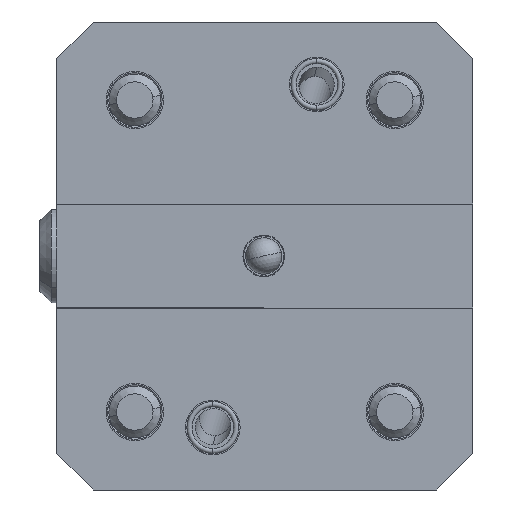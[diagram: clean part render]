
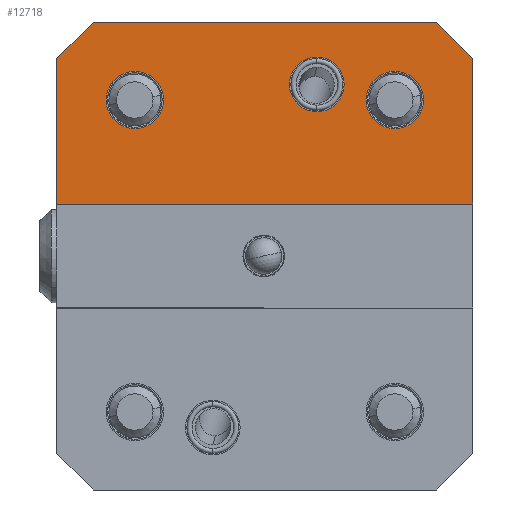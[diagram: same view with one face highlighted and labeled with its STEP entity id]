
A CAD part, front view. The second image highlights one B-rep face of the part: STEP entity #12718.
In plain terms, the highlighted planar face has unit normal (0, -1, 0).
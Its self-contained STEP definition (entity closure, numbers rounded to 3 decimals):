
#242 = CIRCLE ( 'NONE', #5444, 5.5 ) ;
#367 = DIRECTION ( 'NONE',  ( 1., 0., 0. ) ) ;
#386 = PLANE ( 'NONE',  #14762 ) ;
#428 = CARTESIAN_POINT ( 'NONE',  ( -40., 0., -45. ) ) ;
#841 = ORIENTED_EDGE ( 'NONE', *, *, #5279, .T. ) ;
#1021 = DIRECTION ( 'NONE',  ( 0., -1., 0. ) ) ;
#1035 = VERTEX_POINT ( 'NONE', #7938 ) ;
#1359 = DIRECTION ( 'NONE',  ( 0., 0., 1. ) ) ;
#1573 = CARTESIAN_POINT ( 'NONE',  ( -25., 0., 30. ) ) ;
#1691 = ORIENTED_EDGE ( 'NONE', *, *, #14362, .F. ) ;
#2085 = VECTOR ( 'NONE', #13706, 1000. ) ;
#2256 = VECTOR ( 'NONE', #10831, 1000. ) ;
#2354 = CARTESIAN_POINT ( 'NONE',  ( -25., 0., 24.5 ) ) ;
#2408 = EDGE_LOOP ( 'NONE', ( #5738, #12038, #14983, #14218, #841, #14771 ) ) ;
#2611 = LINE ( 'NONE', #15860, #15436 ) ;
#2811 = CARTESIAN_POINT ( 'NONE',  ( 40., 0., 10. ) ) ;
#2830 = DIRECTION ( 'NONE',  ( 0., 0., -1. ) ) ;
#2902 = ORIENTED_EDGE ( 'NONE', *, *, #15907, .F. ) ;
#2933 = CARTESIAN_POINT ( 'NONE',  ( 25., 0., 35.5 ) ) ;
#3043 = CIRCLE ( 'NONE', #11559, 5.5 ) ;
#3265 = EDGE_CURVE ( 'NONE', #11874, #9575, #12005, .T. ) ;
#3355 = AXIS2_PLACEMENT_3D ( 'NONE', #15230, #7768, #367 ) ;
#3463 = EDGE_CURVE ( 'NONE', #15656, #11716, #8878, .T. ) ;
#3709 = EDGE_CURVE ( 'NONE', #1035, #7042, #15299, .T. ) ;
#4192 = DIRECTION ( 'NONE',  ( 1., 0., 0. ) ) ;
#4401 = LINE ( 'NONE', #9404, #13904 ) ;
#4473 = CARTESIAN_POINT ( 'NONE',  ( -33., 0., 45. ) ) ;
#5259 = AXIS2_PLACEMENT_3D ( 'NONE', #5690, #14367, #6931 ) ;
#5279 = EDGE_CURVE ( 'NONE', #13178, #15656, #14309, .T. ) ;
#5413 = ORIENTED_EDGE ( 'NONE', *, *, #3265, .F. ) ;
#5444 = AXIS2_PLACEMENT_3D ( 'NONE', #1573, #10242, #2830 ) ;
#5454 = CIRCLE ( 'NONE', #9996, 5.25 ) ;
#5615 = VECTOR ( 'NONE', #6640, 1000. ) ;
#5648 = VERTEX_POINT ( 'NONE', #2354 ) ;
#5690 = CARTESIAN_POINT ( 'NONE',  ( 25., 0., 30. ) ) ;
#5738 = ORIENTED_EDGE ( 'NONE', *, *, #6275, .F. ) ;
#5795 = AXIS2_PLACEMENT_3D ( 'NONE', #10994, #7739, #7443 ) ;
#5861 = EDGE_CURVE ( 'NONE', #7901, #7042, #4401, .T. ) ;
#5870 = DIRECTION ( 'NONE',  ( 0., -1., 0. ) ) ;
#5936 = EDGE_CURVE ( 'NONE', #9258, #10945, #7663, .T. ) ;
#6275 = EDGE_CURVE ( 'NONE', #7901, #11716, #2611, .T. ) ;
#6281 = EDGE_LOOP ( 'NONE', ( #13686, #12542 ) ) ;
#6396 = CARTESIAN_POINT ( 'NONE',  ( 40., 0., 38. ) ) ;
#6497 = FACE_BOUND ( 'NONE', #12330, .T. ) ;
#6640 = DIRECTION ( 'NONE',  ( -0.707, 0., 0.707 ) ) ;
#6931 = DIRECTION ( 'NONE',  ( 0., 0., -1. ) ) ;
#7042 = VERTEX_POINT ( 'NONE', #8602 ) ;
#7047 = CARTESIAN_POINT ( 'NONE',  ( -40., 0., 10. ) ) ;
#7443 = DIRECTION ( 'NONE',  ( 0., 0., -1. ) ) ;
#7620 = ORIENTED_EDGE ( 'NONE', *, *, #11885, .F. ) ;
#7663 = CIRCLE ( 'NONE', #3355, 5.25 ) ;
#7739 = DIRECTION ( 'NONE',  ( 0., -1., 0. ) ) ;
#7768 = DIRECTION ( 'NONE',  ( 0., -1., 0. ) ) ;
#7901 = VERTEX_POINT ( 'NONE', #4473 ) ;
#7938 = CARTESIAN_POINT ( 'NONE',  ( -40., 0., 10. ) ) ;
#8423 = DIRECTION ( 'NONE',  ( 1., 0., 0. ) ) ;
#8456 = CARTESIAN_POINT ( 'NONE',  ( 10., 0., 33. ) ) ;
#8468 = LINE ( 'NONE', #7047, #2256 ) ;
#8602 = CARTESIAN_POINT ( 'NONE',  ( -40., 0., 38. ) ) ;
#8878 = LINE ( 'NONE', #12799, #5615 ) ;
#9258 = VERTEX_POINT ( 'NONE', #15687 ) ;
#9402 = FACE_BOUND ( 'NONE', #14260, .T. ) ;
#9404 = CARTESIAN_POINT ( 'NONE',  ( -81.5, 0., -3.5 ) ) ;
#9575 = VERTEX_POINT ( 'NONE', #2933 ) ;
#9698 = DIRECTION ( 'NONE',  ( 1., 0., 0. ) ) ;
#9996 = AXIS2_PLACEMENT_3D ( 'NONE', #8456, #1021, #9698 ) ;
#10242 = DIRECTION ( 'NONE',  ( 0., -1., 0. ) ) ;
#10382 = EDGE_CURVE ( 'NONE', #1035, #13178, #8468, .T. ) ;
#10831 = DIRECTION ( 'NONE',  ( 1., 0., 0. ) ) ;
#10945 = VERTEX_POINT ( 'NONE', #13349 ) ;
#10966 = VECTOR ( 'NONE', #1359, 1000. ) ;
#10994 = CARTESIAN_POINT ( 'NONE',  ( 25., 0., 30. ) ) ;
#11356 = CARTESIAN_POINT ( 'NONE',  ( -25., 0., 35.5 ) ) ;
#11493 = CARTESIAN_POINT ( 'NONE',  ( 33., 0., 45. ) ) ;
#11559 = AXIS2_PLACEMENT_3D ( 'NONE', #13314, #5870, #14555 ) ;
#11599 = DIRECTION ( 'NONE',  ( 0., -1., 0. ) ) ;
#11716 = VERTEX_POINT ( 'NONE', #11493 ) ;
#11874 = VERTEX_POINT ( 'NONE', #14504 ) ;
#11885 = EDGE_CURVE ( 'NONE', #14845, #5648, #3043, .T. ) ;
#12005 = CIRCLE ( 'NONE', #5795, 5.5 ) ;
#12038 = ORIENTED_EDGE ( 'NONE', *, *, #5861, .T. ) ;
#12288 = CARTESIAN_POINT ( 'NONE',  ( -40., 0., -45. ) ) ;
#12330 = EDGE_LOOP ( 'NONE', ( #5413, #2902 ) ) ;
#12542 = ORIENTED_EDGE ( 'NONE', *, *, #15507, .F. ) ;
#12718 = ADVANCED_FACE ( 'NONE', ( #15990, #9402, #6497, #12731 ), #386, .T. ) ;
#12731 = FACE_OUTER_BOUND ( 'NONE', #2408, .T. ) ;
#12799 = CARTESIAN_POINT ( 'NONE',  ( 41.5, 0., 36.5 ) ) ;
#12827 = CIRCLE ( 'NONE', #5259, 5.5 ) ;
#13178 = VERTEX_POINT ( 'NONE', #2811 ) ;
#13314 = CARTESIAN_POINT ( 'NONE',  ( -25., 0., 30. ) ) ;
#13349 = CARTESIAN_POINT ( 'NONE',  ( 4.75, 0., 33. ) ) ;
#13686 = ORIENTED_EDGE ( 'NONE', *, *, #5936, .F. ) ;
#13706 = DIRECTION ( 'NONE',  ( 0., 0., 1. ) ) ;
#13904 = VECTOR ( 'NONE', #15127, 1000. ) ;
#14218 = ORIENTED_EDGE ( 'NONE', *, *, #10382, .T. ) ;
#14260 = EDGE_LOOP ( 'NONE', ( #1691, #7620 ) ) ;
#14309 = LINE ( 'NONE', #14663, #10966 ) ;
#14362 = EDGE_CURVE ( 'NONE', #5648, #14845, #242, .T. ) ;
#14367 = DIRECTION ( 'NONE',  ( 0., -1., 0. ) ) ;
#14504 = CARTESIAN_POINT ( 'NONE',  ( 25., 0., 24.5 ) ) ;
#14555 = DIRECTION ( 'NONE',  ( 0., 0., -1. ) ) ;
#14663 = CARTESIAN_POINT ( 'NONE',  ( 40., 0., -45. ) ) ;
#14762 = AXIS2_PLACEMENT_3D ( 'NONE', #428, #11599, #4192 ) ;
#14771 = ORIENTED_EDGE ( 'NONE', *, *, #3463, .T. ) ;
#14845 = VERTEX_POINT ( 'NONE', #11356 ) ;
#14983 = ORIENTED_EDGE ( 'NONE', *, *, #3709, .F. ) ;
#15127 = DIRECTION ( 'NONE',  ( -0.707, 0., -0.707 ) ) ;
#15230 = CARTESIAN_POINT ( 'NONE',  ( 10., 0., 33. ) ) ;
#15299 = LINE ( 'NONE', #12288, #2085 ) ;
#15436 = VECTOR ( 'NONE', #8423, 1000. ) ;
#15507 = EDGE_CURVE ( 'NONE', #10945, #9258, #5454, .T. ) ;
#15656 = VERTEX_POINT ( 'NONE', #6396 ) ;
#15687 = CARTESIAN_POINT ( 'NONE',  ( 15.25, 0., 33. ) ) ;
#15860 = CARTESIAN_POINT ( 'NONE',  ( -40., 0., 45. ) ) ;
#15907 = EDGE_CURVE ( 'NONE', #9575, #11874, #12827, .T. ) ;
#15990 = FACE_BOUND ( 'NONE', #6281, .T. ) ;
